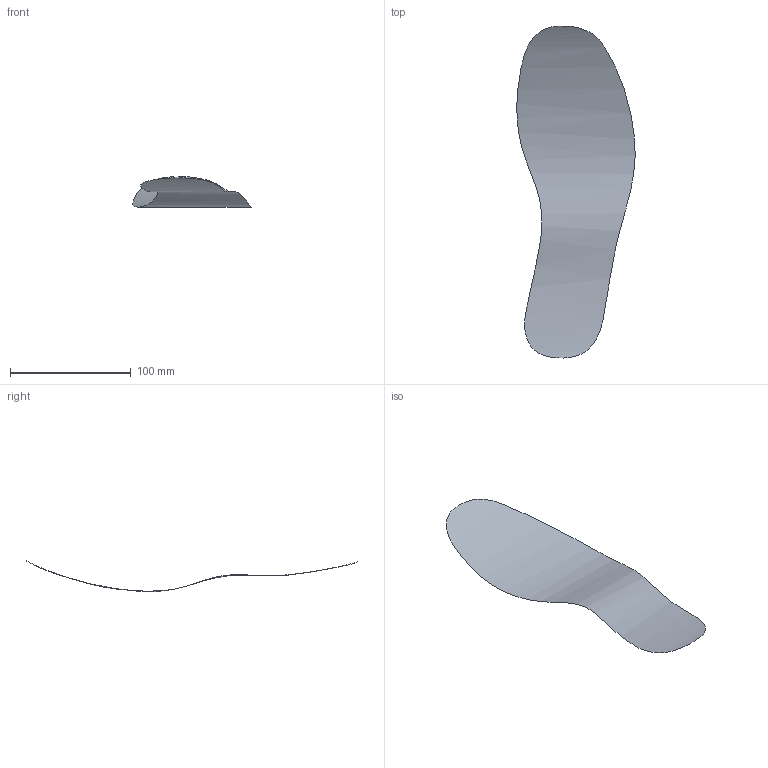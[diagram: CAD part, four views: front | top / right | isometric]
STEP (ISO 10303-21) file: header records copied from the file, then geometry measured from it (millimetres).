
FILE_DESCRIPTION(/* description */ (''),/* implementation_level */ '2;1');
FILE_NAME(/* name */ 'MIDSOL~1',/* time_stamp */ '2019-07-12T16:42:00-04:00',/* author */ (''),/* organization */ (''),/* preprocessor_version */ 'ST-DEVELOPER v15',/* originating_system */ '',/* authorisation */ '');
FILE_SCHEMA (('AUTOMOTIVE_DESIGN_CC2'));
Length unit declared in the file: millimetre
Products named in the file (1): Document
Bounding box: 97.82 x 274.62 x 25.69 mm (x, y, z)
Surface area: 20270.2 mm2 (no closed solid volume)
Topology: 0 solids, 1 shells, 1 faces, 4 edges, 2 vertices
Faces by surface type: bspline 1
Entity records: 1018 total; most frequent: CARTESIAN_POINT 964, B_SPLINE_CURVE_WITH_KNOTS 4, DIRECTION 4, ORIENTED_EDGE 2, PCURVE 2, DEFINITIONAL_REPRESENTATION 2, SURFACE_CURVE 2, EDGE_CURVE 2
